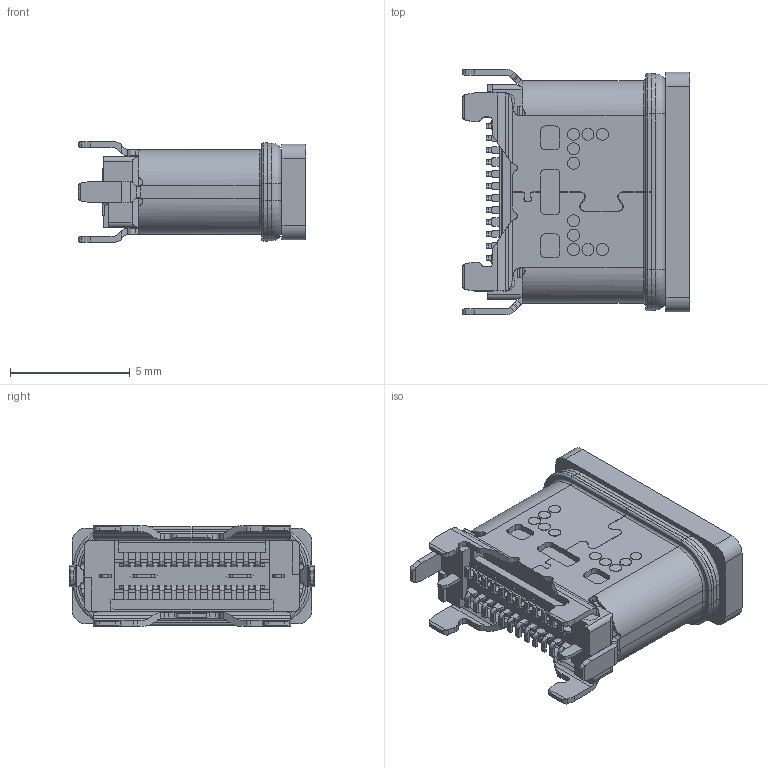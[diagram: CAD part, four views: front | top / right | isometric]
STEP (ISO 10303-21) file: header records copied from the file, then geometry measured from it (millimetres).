
FILE_DESCRIPTION((''),'2;1');
FILE_NAME('C12402082_ASM_ASM_ASM_ASM','2023-03-13T17:09:25',('alec.li'),(''),'CREO PARAMETRIC BY PTC INC, 2021304','CREO PARAMETRIC BY PTC INC, 2021304','');
FILE_SCHEMA(('CONFIG_CONTROL_DESIGN','SHAPE_APPEARANCE_LAYERS_GROUPS'));
Length unit declared in the file: millimetre
Products named in the file (4): PRT0001; CF_1__2; 12402082_ASM_60_ASM_34_ASM_ASM__ASM; C12402082_ASM_ASM_ASM_ASM
Assembly tree (3 placements, depth 3):
  C12402082_ASM_ASM_ASM_ASM
    12402082_ASM_60_ASM_34_ASM_ASM__ASM
      PRT0001
      CF_1__2
Bounding box: 9.5 x 10.25 x 4.2 mm (x, y, z)
Volume: 204.8 mm3; surface area: 993.2 mm2
Topology: 2 solids, 3 shells, 1816 faces, 5047 edges, 3266 vertices
Faces by surface type: plane 1105, cylinder 611, bspline 32, sphere 32, torus 20, cone 16
Entity records: 61185 total; most frequent: CARTESIAN_POINT 14014, ORIENTED_EDGE 10030, DIRECTION 9455, EDGE_CURVE 5015, VECTOR 3475, LINE 3475, VERTEX_POINT 3266, AXIS2_PLACEMENT_3D 2990
